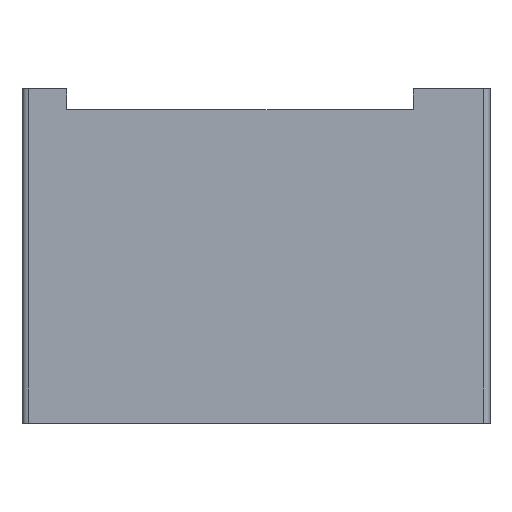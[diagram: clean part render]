
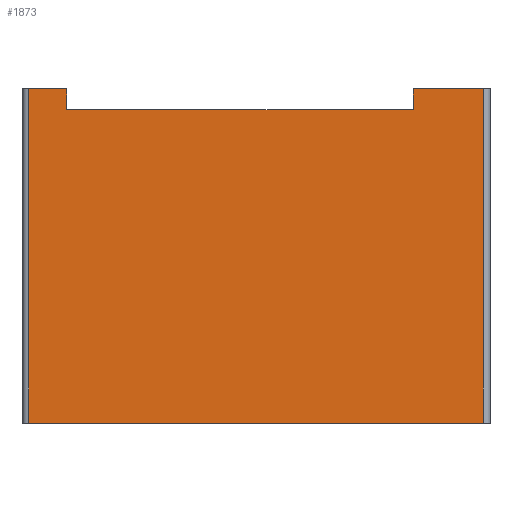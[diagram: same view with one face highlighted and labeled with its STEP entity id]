
A CAD part, top view. The second image highlights one B-rep face of the part: STEP entity #1873.
In plain terms, the highlighted planar face has unit normal (0, 0, 1).
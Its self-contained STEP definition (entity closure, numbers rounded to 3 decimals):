
#420 = VERTEX_POINT('',#421);
#421 = CARTESIAN_POINT('',(5.44,-4.,3.1));
#428 = EDGE_CURVE('',#420,#429,#431,.T.);
#429 = VERTEX_POINT('',#430);
#430 = CARTESIAN_POINT('',(-5.44,-4.,3.1));
#431 = LINE('',#432,#433);
#432 = CARTESIAN_POINT('',(5.6,-4.,3.1));
#433 = VECTOR('',#434,1.);
#434 = DIRECTION('',(-1.,0.,0.));
#1688 = VERTEX_POINT('',#1689);
#1689 = CARTESIAN_POINT('',(3.766,4.,3.1));
#1695 = EDGE_CURVE('',#1688,#1696,#1698,.T.);
#1696 = VERTEX_POINT('',#1697);
#1697 = CARTESIAN_POINT('',(5.44,4.,3.1));
#1698 = LINE('',#1699,#1700);
#1699 = CARTESIAN_POINT('',(-5.6,4.,3.1));
#1700 = VECTOR('',#1701,1.);
#1701 = DIRECTION('',(1.,0.,0.));
#1721 = VERTEX_POINT('',#1722);
#1722 = CARTESIAN_POINT('',(-5.44,4.,3.1));
#1729 = EDGE_CURVE('',#1721,#1730,#1732,.T.);
#1730 = VERTEX_POINT('',#1731);
#1731 = CARTESIAN_POINT('',(-4.534,4.,3.1));
#1732 = LINE('',#1733,#1734);
#1733 = CARTESIAN_POINT('',(-5.6,4.,3.1));
#1734 = VECTOR('',#1735,1.);
#1735 = DIRECTION('',(1.,0.,0.));
#1753 = EDGE_CURVE('',#1688,#1754,#1756,.T.);
#1754 = VERTEX_POINT('',#1755);
#1755 = CARTESIAN_POINT('',(3.766,3.5,3.1));
#1756 = LINE('',#1757,#1758);
#1757 = CARTESIAN_POINT('',(3.766,4.,3.1));
#1758 = VECTOR('',#1759,1.);
#1759 = DIRECTION('',(0.,-1.,0.));
#1777 = EDGE_CURVE('',#1778,#1730,#1780,.T.);
#1778 = VERTEX_POINT('',#1779);
#1779 = CARTESIAN_POINT('',(-4.534,3.5,3.1));
#1780 = LINE('',#1781,#1782);
#1781 = CARTESIAN_POINT('',(-4.534,3.5,3.1));
#1782 = VECTOR('',#1783,1.);
#1783 = DIRECTION('',(0.,1.,0.));
#1801 = EDGE_CURVE('',#1754,#1778,#1802,.T.);
#1802 = LINE('',#1803,#1804);
#1803 = CARTESIAN_POINT('',(3.766,3.5,3.1));
#1804 = VECTOR('',#1805,1.);
#1805 = DIRECTION('',(-1.,0.,0.));
#1844 = EDGE_CURVE('',#429,#1721,#1845,.T.);
#1845 = LINE('',#1846,#1847);
#1846 = CARTESIAN_POINT('',(-5.44,-4.,3.1));
#1847 = VECTOR('',#1848,1.);
#1848 = DIRECTION('',(0.,1.,0.));
#1873 = ADVANCED_FACE('',(#1874),#1889,.T.);
#1874 = FACE_BOUND('',#1875,.T.);
#1875 = EDGE_LOOP('',(#1876,#1877,#1878,#1879,#1885,#1886,#1887,#1888));
#1876 = ORIENTED_EDGE('',*,*,#1729,.F.);
#1877 = ORIENTED_EDGE('',*,*,#1844,.F.);
#1878 = ORIENTED_EDGE('',*,*,#428,.F.);
#1879 = ORIENTED_EDGE('',*,*,#1880,.F.);
#1880 = EDGE_CURVE('',#1696,#420,#1881,.T.);
#1881 = LINE('',#1882,#1883);
#1882 = CARTESIAN_POINT('',(5.44,4.,3.1));
#1883 = VECTOR('',#1884,1.);
#1884 = DIRECTION('',(0.,-1.,0.));
#1885 = ORIENTED_EDGE('',*,*,#1695,.F.);
#1886 = ORIENTED_EDGE('',*,*,#1753,.T.);
#1887 = ORIENTED_EDGE('',*,*,#1801,.T.);
#1888 = ORIENTED_EDGE('',*,*,#1777,.T.);
#1889 = PLANE('',#1890);
#1890 = AXIS2_PLACEMENT_3D('',#1891,#1892,#1893);
#1891 = CARTESIAN_POINT('',(0.,0.,3.1));
#1892 = DIRECTION('',(0.,0.,1.));
#1893 = DIRECTION('',(1.,0.,0.));
